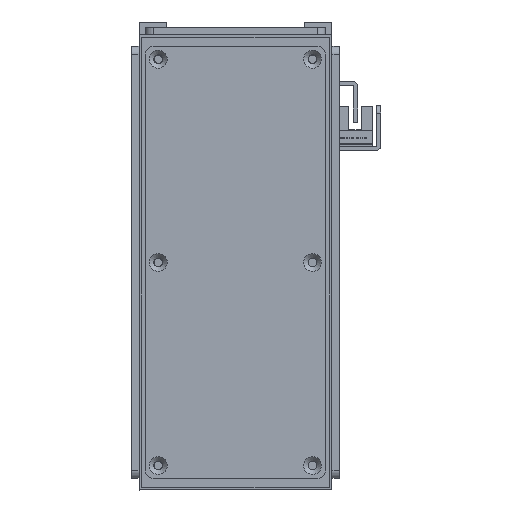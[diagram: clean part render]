
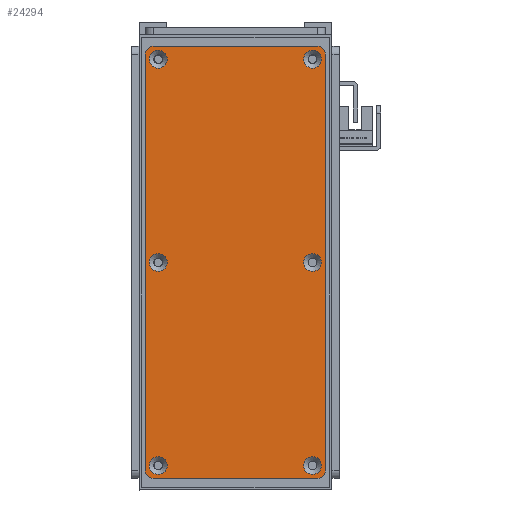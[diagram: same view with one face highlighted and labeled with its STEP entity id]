
A CAD part, left-side view. The second image highlights one B-rep face of the part: STEP entity #24294.
In plain terms, the highlighted face is planar.
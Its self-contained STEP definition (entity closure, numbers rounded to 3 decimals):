
#898=FACE_BOUND('',#5100,.T.);
#899=FACE_BOUND('',#5101,.T.);
#900=FACE_BOUND('',#5102,.T.);
#901=FACE_BOUND('',#5103,.T.);
#902=FACE_BOUND('',#5104,.T.);
#903=FACE_BOUND('',#5105,.T.);
#1524=PLANE('',#27227);
#3374=FACE_OUTER_BOUND('',#5099,.T.);
#5099=EDGE_LOOP('',(#22724,#22725,#22726,#22727,#22728,#22729,#22730,#22731));
#5100=EDGE_LOOP('',(#22732));
#5101=EDGE_LOOP('',(#22733));
#5102=EDGE_LOOP('',(#22734));
#5103=EDGE_LOOP('',(#22735));
#5104=EDGE_LOOP('',(#22736));
#5105=EDGE_LOOP('',(#22737));
#7167=LINE('',#42099,#9230);
#7170=LINE('',#42107,#9233);
#7173=LINE('',#42115,#9236);
#7176=LINE('',#42122,#9239);
#9230=VECTOR('',#34306,10.);
#9233=VECTOR('',#34315,10.);
#9236=VECTOR('',#34324,10.);
#9239=VECTOR('',#34333,10.);
#10459=CIRCLE('',#27181,3.45);
#10462=CIRCLE('',#27186,3.45);
#10465=CIRCLE('',#27191,3.45);
#10468=CIRCLE('',#27196,3.45);
#10471=CIRCLE('',#27201,3.45);
#10474=CIRCLE('',#27206,3.45);
#10481=CIRCLE('',#27216,3.);
#10482=CIRCLE('',#27219,3.);
#10483=CIRCLE('',#27222,3.);
#10484=CIRCLE('',#27225,3.);
#12686=VERTEX_POINT('',#42015);
#12689=VERTEX_POINT('',#42025);
#12692=VERTEX_POINT('',#42035);
#12695=VERTEX_POINT('',#42045);
#12698=VERTEX_POINT('',#42055);
#12701=VERTEX_POINT('',#42065);
#12712=VERTEX_POINT('',#42092);
#12713=VERTEX_POINT('',#42094);
#12714=VERTEX_POINT('',#42098);
#12715=VERTEX_POINT('',#42102);
#12716=VERTEX_POINT('',#42106);
#12717=VERTEX_POINT('',#42110);
#12718=VERTEX_POINT('',#42114);
#12719=VERTEX_POINT('',#42118);
#16014=EDGE_CURVE('',#12686,#12686,#10459,.T.);
#16019=EDGE_CURVE('',#12689,#12689,#10462,.T.);
#16024=EDGE_CURVE('',#12692,#12692,#10465,.T.);
#16029=EDGE_CURVE('',#12695,#12695,#10468,.T.);
#16034=EDGE_CURVE('',#12698,#12698,#10471,.T.);
#16039=EDGE_CURVE('',#12701,#12701,#10474,.T.);
#16053=EDGE_CURVE('',#12713,#12712,#10481,.T.);
#16055=EDGE_CURVE('',#12714,#12713,#7167,.T.);
#16057=EDGE_CURVE('',#12715,#12714,#10482,.T.);
#16059=EDGE_CURVE('',#12716,#12715,#7170,.T.);
#16061=EDGE_CURVE('',#12717,#12716,#10483,.T.);
#16063=EDGE_CURVE('',#12718,#12717,#7173,.T.);
#16065=EDGE_CURVE('',#12719,#12718,#10484,.T.);
#16067=EDGE_CURVE('',#12712,#12719,#7176,.T.);
#22724=ORIENTED_EDGE('',*,*,#16067,.T.);
#22725=ORIENTED_EDGE('',*,*,#16065,.T.);
#22726=ORIENTED_EDGE('',*,*,#16063,.T.);
#22727=ORIENTED_EDGE('',*,*,#16061,.T.);
#22728=ORIENTED_EDGE('',*,*,#16059,.T.);
#22729=ORIENTED_EDGE('',*,*,#16057,.T.);
#22730=ORIENTED_EDGE('',*,*,#16055,.T.);
#22731=ORIENTED_EDGE('',*,*,#16053,.T.);
#22732=ORIENTED_EDGE('',*,*,#16014,.T.);
#22733=ORIENTED_EDGE('',*,*,#16019,.T.);
#22734=ORIENTED_EDGE('',*,*,#16024,.T.);
#22735=ORIENTED_EDGE('',*,*,#16029,.T.);
#22736=ORIENTED_EDGE('',*,*,#16034,.T.);
#22737=ORIENTED_EDGE('',*,*,#16039,.T.);
#24294=ADVANCED_FACE('',(#3374,#898,#899,#900,#901,#902,#903),#1524,.T.);
#27181=AXIS2_PLACEMENT_3D('',#42016,#34214,#34215);
#27186=AXIS2_PLACEMENT_3D('',#42026,#34226,#34227);
#27191=AXIS2_PLACEMENT_3D('',#42036,#34238,#34239);
#27196=AXIS2_PLACEMENT_3D('',#42046,#34250,#34251);
#27201=AXIS2_PLACEMENT_3D('',#42056,#34262,#34263);
#27206=AXIS2_PLACEMENT_3D('',#42066,#34274,#34275);
#27216=AXIS2_PLACEMENT_3D('',#42095,#34301,#34302);
#27219=AXIS2_PLACEMENT_3D('',#42103,#34310,#34311);
#27222=AXIS2_PLACEMENT_3D('',#42111,#34319,#34320);
#27225=AXIS2_PLACEMENT_3D('',#42119,#34328,#34329);
#27227=AXIS2_PLACEMENT_3D('',#42123,#34334,#34335);
#34214=DIRECTION('center_axis',(0.,0.,-1.));
#34215=DIRECTION('ref_axis',(1.,0.,0.));
#34226=DIRECTION('center_axis',(0.,0.,-1.));
#34227=DIRECTION('ref_axis',(1.,0.,0.));
#34238=DIRECTION('center_axis',(0.,0.,-1.));
#34239=DIRECTION('ref_axis',(1.,0.,0.));
#34250=DIRECTION('center_axis',(0.,0.,-1.));
#34251=DIRECTION('ref_axis',(1.,0.,0.));
#34262=DIRECTION('center_axis',(0.,0.,-1.));
#34263=DIRECTION('ref_axis',(1.,0.,0.));
#34274=DIRECTION('center_axis',(0.,0.,-1.));
#34275=DIRECTION('ref_axis',(1.,0.,0.));
#34301=DIRECTION('center_axis',(0.,0.,1.));
#34302=DIRECTION('ref_axis',(-1.,0.,0.));
#34306=DIRECTION('',(0.,1.,0.));
#34310=DIRECTION('center_axis',(0.,0.,1.));
#34311=DIRECTION('ref_axis',(0.,1.,0.));
#34315=DIRECTION('',(1.,0.,0.));
#34319=DIRECTION('center_axis',(0.,0.,1.));
#34320=DIRECTION('ref_axis',(1.,0.,0.));
#34324=DIRECTION('',(0.,-1.,0.));
#34328=DIRECTION('center_axis',(0.,0.,1.));
#34329=DIRECTION('ref_axis',(0.,-1.,0.));
#34333=DIRECTION('',(-1.,0.,0.));
#34334=DIRECTION('center_axis',(0.,0.,1.));
#34335=DIRECTION('ref_axis',(1.,0.,0.));
#42015=CARTESIAN_POINT('',(-3.45,30.,1.5));
#42016=CARTESIAN_POINT('Origin',(0.,30.,1.5));
#42025=CARTESIAN_POINT('',(75.55,-30.,1.5));
#42026=CARTESIAN_POINT('Origin',(79.,-30.,1.5));
#42035=CARTESIAN_POINT('',(-82.45,30.,1.5));
#42036=CARTESIAN_POINT('Origin',(-79.,30.,1.5));
#42045=CARTESIAN_POINT('',(75.55,30.,1.5));
#42046=CARTESIAN_POINT('Origin',(79.,30.,1.5));
#42055=CARTESIAN_POINT('',(-82.45,-30.,1.5));
#42056=CARTESIAN_POINT('Origin',(-79.,-30.,1.5));
#42065=CARTESIAN_POINT('',(-3.45,-30.,1.5));
#42066=CARTESIAN_POINT('Origin',(0.,-30.,1.5));
#42092=CARTESIAN_POINT('',(81.,35.,1.5));
#42094=CARTESIAN_POINT('',(84.,32.,1.5));
#42095=CARTESIAN_POINT('Origin',(81.,32.,1.5));
#42098=CARTESIAN_POINT('',(84.,-32.,1.5));
#42099=CARTESIAN_POINT('',(84.,32.,1.5));
#42102=CARTESIAN_POINT('',(81.,-35.,1.5));
#42103=CARTESIAN_POINT('Origin',(81.,-32.,1.5));
#42106=CARTESIAN_POINT('',(-81.,-35.,1.5));
#42107=CARTESIAN_POINT('',(81.,-35.,1.5));
#42110=CARTESIAN_POINT('',(-84.,-32.,1.5));
#42111=CARTESIAN_POINT('Origin',(-81.,-32.,1.5));
#42114=CARTESIAN_POINT('',(-84.,32.,1.5));
#42115=CARTESIAN_POINT('',(-84.,-32.,1.5));
#42118=CARTESIAN_POINT('',(-81.,35.,1.5));
#42119=CARTESIAN_POINT('Origin',(-81.,32.,1.5));
#42122=CARTESIAN_POINT('',(-81.,35.,1.5));
#42123=CARTESIAN_POINT('Origin',(0.,0.,
1.5));
